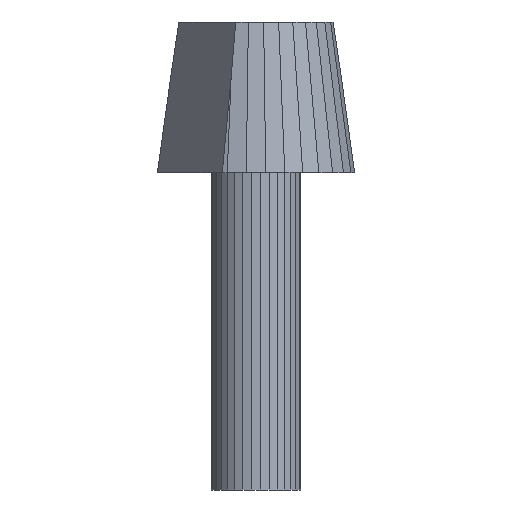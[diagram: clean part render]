
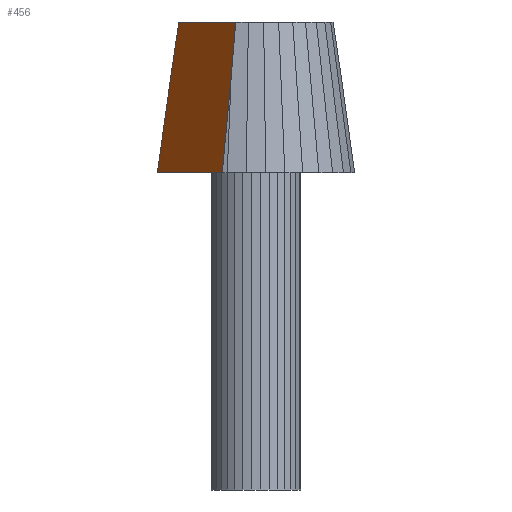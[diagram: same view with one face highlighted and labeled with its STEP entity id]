
A CAD part, front view. The second image highlights one B-rep face of the part: STEP entity #456.
In plain terms, the highlighted planar face has unit normal (-0.824, -0.55, 0.137).
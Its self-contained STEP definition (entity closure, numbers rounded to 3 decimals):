
#360=CARTESIAN_POINT('',(-29.149,-10.607,-3.17));
#361=VERTEX_POINT('',#360);
#362=CARTESIAN_POINT('',(-29.364,-10.649,-4.632));
#363=VERTEX_POINT('',#362);
#364=CARTESIAN_POINT('',(-29.149,-10.607,-3.17));
#365=DIRECTION('',(-0.145,-0.029,-0.989));
#366=VECTOR('',#365,1.478);
#367=LINE('',#364,#366);
#368=EDGE_CURVE('',#361,#363,#367,.T.);
#399=CARTESIAN_POINT('',(-29.716,-10.756,-7.17));
#400=VERTEX_POINT('',#399);
#407=CARTESIAN_POINT('',(-29.716,-10.756,-7.17));
#408=DIRECTION('',(0.137,0.042,0.99));
#409=VECTOR('',#408,2.565);
#410=LINE('',#407,#409);
#411=EDGE_CURVE('',#400,#363,#410,.T.);
#417=CARTESIAN_POINT('',(-14.25,-31.522,2.375));
#418=DIRECTION('',(-0.824,-0.55,0.137));
#419=DIRECTION('',(0.556,-0.831,0.));
#420=AXIS2_PLACEMENT_3D('',#417,#418,#419);
#421=PLANE('',#420);
#422=ORIENTED_EDGE('',*,*,#411,.F.);
#423=CARTESIAN_POINT('',(-27.996,-13.33,-7.17));
#424=VERTEX_POINT('',#423);
#425=CARTESIAN_POINT('',(-27.996,-13.33,-7.17));
#426=DIRECTION('',(-0.556,0.831,0.));
#427=VECTOR('',#426,3.096);
#428=LINE('',#425,#427);
#429=EDGE_CURVE('',#424,#400,#428,.T.);
#430=ORIENTED_EDGE('',*,*,#429,.F.);
#431=CARTESIAN_POINT('',(-27.763,-13.046,-4.632));
#432=VERTEX_POINT('',#431);
#433=CARTESIAN_POINT('',(-27.996,-13.33,-7.17));
#434=DIRECTION('',(0.091,0.111,0.99));
#435=VECTOR('',#434,2.565);
#436=LINE('',#433,#435);
#437=EDGE_CURVE('',#424,#432,#436,.T.);
#438=ORIENTED_EDGE('',*,*,#437,.T.);
#439=CARTESIAN_POINT('',(-27.641,-12.864,-3.17));
#440=VERTEX_POINT('',#439);
#441=CARTESIAN_POINT('',(-27.641,-12.864,-3.17));
#442=DIRECTION('',(-0.082,-0.123,-0.989));
#443=VECTOR('',#442,1.478);
#444=LINE('',#441,#443);
#445=EDGE_CURVE('',#440,#432,#444,.T.);
#446=ORIENTED_EDGE('',*,*,#445,.F.);
#447=CARTESIAN_POINT('',(-27.641,-12.864,-3.17));
#448=DIRECTION('',(-0.556,0.831,0.));
#449=VECTOR('',#448,2.715);
#450=LINE('',#447,#449);
#451=EDGE_CURVE('',#440,#361,#450,.T.);
#452=ORIENTED_EDGE('',*,*,#451,.T.);
#453=ORIENTED_EDGE('',*,*,#368,.T.);
#454=EDGE_LOOP('',(#422,#430,#438,#446,#452,#453));
#455=FACE_BOUND('',#454,.T.);
#456=ADVANCED_FACE('',(#455),#421,.T.);
